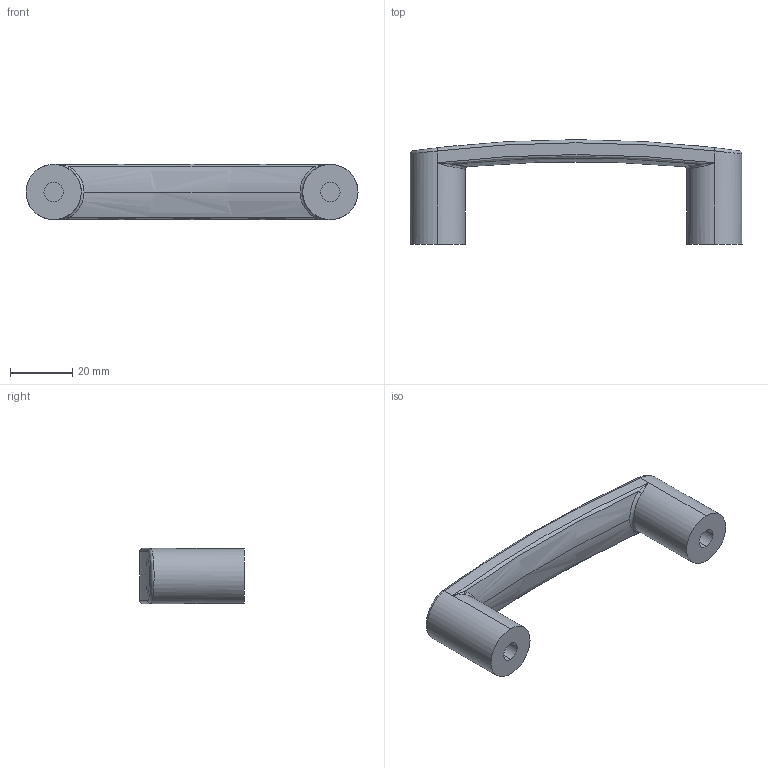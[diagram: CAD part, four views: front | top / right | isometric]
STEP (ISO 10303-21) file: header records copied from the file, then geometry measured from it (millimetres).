
FILE_DESCRIPTION (( 'STEP AP214' ), '1' );
FILE_NAME ('SNSD.30.51.10. Ðó÷êà äâåðíàÿ ïëàñòèêîâàÿ, 90ìì(A16).STEP', '2014-11-25T12:00:46', ( 'XTreme.ws' ), ( 'XTreme.ws' ), 'SwSTEP 2.0', 'SolidWorks 2014', '' );
FILE_SCHEMA (( 'AUTOMOTIVE_DESIGN' ));
Length unit declared in the file: millimetre
Products named in the file (3): SNSD.30.51.10. Ðó÷êà äâåðíàÿ ïëàñòèêîâàÿ, 90ìì(A16); SNSD.30.51.10. Ðó÷êà äâåðíàÿ ïëàñòèêîâàÿ, 90ìì(A16)_00; SNSD.30.51.10. 青汶篪赅(A16)_00
Assembly tree (3 placements, depth 2):
  SNSD.30.51.10. Ðó÷êà äâåðíàÿ ïëàñòèêîâàÿ, 90ìì(A16)
    SNSD.30.51.10. Ðó÷êà äâåðíàÿ ïëàñòèêîâàÿ, 90ìì(A16)_00
    SNSD.30.51.10. 青汶篪赅(A16)_00  x2
Bounding box: 106.4 x 33.5 x 17.7 mm (x, y, z)
Volume: 20921.6 mm3; surface area: 9937.2 mm2
Topology: 3 solids, 3 shells, 71 faces, 167 edges, 100 vertices
Faces by surface type: cylinder 31, plane 26, bspline 8, torus 6
Entity records: 2866 total; most frequent: CARTESIAN_POINT 1427, DIRECTION 288, ORIENTED_EDGE 274, EDGE_CURVE 137, AXIS2_PLACEMENT_3D 118, VERTEX_POINT 83, EDGE_LOOP 66, FACE_OUTER_BOUND 60
